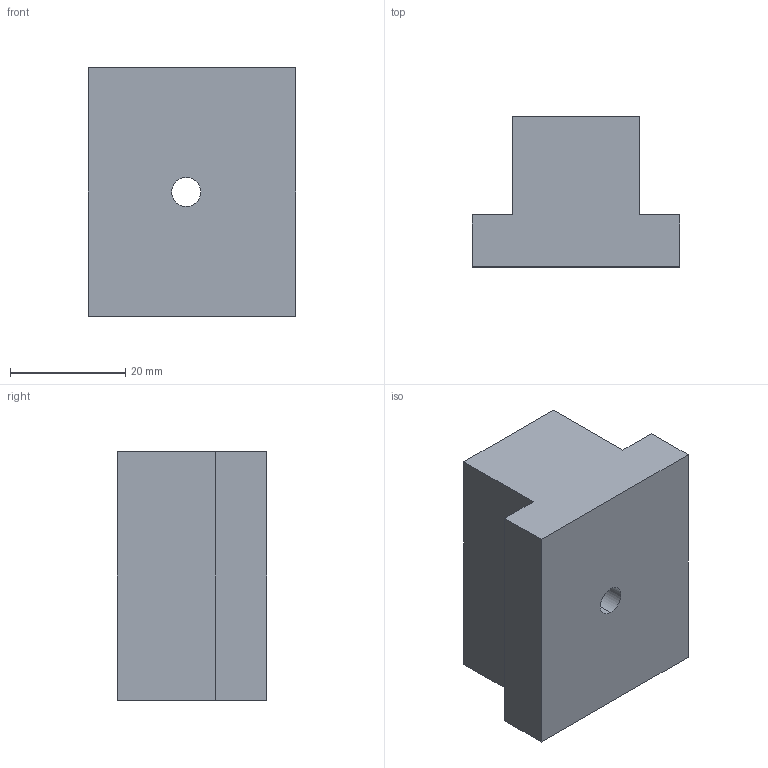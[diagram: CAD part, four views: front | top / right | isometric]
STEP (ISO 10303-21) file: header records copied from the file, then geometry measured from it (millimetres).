
FILE_DESCRIPTION (( 'STEP AP203' ), '1' );
FILE_NAME ('3D_GG4314_Flach x20.76-21.52_188758720.STEP', '2024-10-30T15:30:04', ( '' ), ( '' ), 'SwSTEP 2.0', 'SolidWorks 2023', '' );
FILE_SCHEMA (( 'CONFIG_CONTROL_DESIGN' ));
Length unit declared in the file: millimetre
Products named in the file (1): 3D_GG4314_Flach x20.76-21.52_188758720
Bounding box: 36 x 26 x 43 mm (x, y, z)
Volume: 28353.8 mm3; surface area: 7739.3 mm2
Topology: 1 solids, 1 shells, 25 faces, 56 edges, 36 vertices
Faces by surface type: plane 13, cylinder 8, cone 4
Entity records: 779 total; most frequent: DIRECTION 128, CARTESIAN_POINT 118, ORIENTED_EDGE 112, EDGE_CURVE 56, AXIS2_PLACEMENT_3D 46, LINE 36, VERTEX_POINT 36, VECTOR 36
